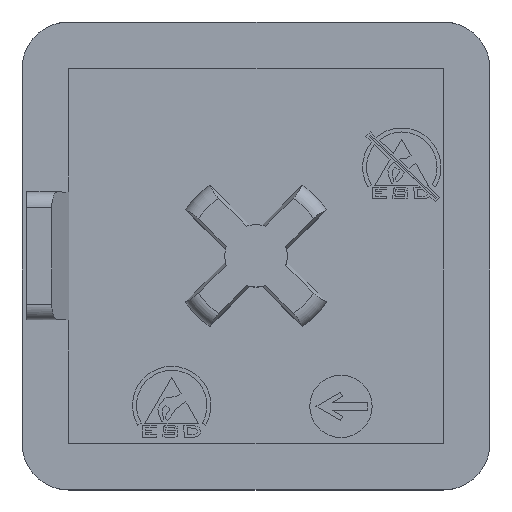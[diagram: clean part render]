
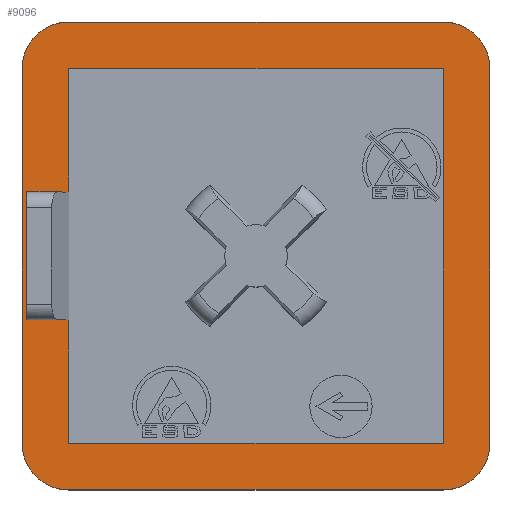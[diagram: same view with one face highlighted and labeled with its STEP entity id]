
A CAD part, top view. The second image highlights one B-rep face of the part: STEP entity #9096.
In plain terms, the highlighted planar face has unit normal (0, 0, 1).
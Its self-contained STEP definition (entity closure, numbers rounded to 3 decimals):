
#2 = LINE ( 'NONE', #1946, #5357 ) ;
#128 = AXIS2_PLACEMENT_3D ( 'NONE', #1932, #6841, #2628 ) ;
#199 = DIRECTION ( 'NONE',  ( 0., 0., 1. ) ) ;
#351 = EDGE_CURVE ( 'NONE', #8953, #1785, #2, .T. ) ;
#352 = EDGE_CURVE ( 'NONE', #3202, #1680, #3499, .T. ) ;
#413 = LINE ( 'NONE', #2173, #3682 ) ;
#605 = VERTEX_POINT ( 'NONE', #2050 ) ;
#606 = CARTESIAN_POINT ( 'NONE',  ( -12., -12., 4. ) ) ;
#841 = DIRECTION ( 'NONE',  ( -1., 0., 0. ) ) ;
#946 = EDGE_CURVE ( 'NONE', #1785, #7662, #2397, .T. ) ;
#1334 = CARTESIAN_POINT ( 'NONE',  ( -12., -15., 4. ) ) ;
#1535 = VERTEX_POINT ( 'NONE', #8725 ) ;
#1580 = DIRECTION ( 'NONE',  ( 0., 0., 1. ) ) ;
#1680 = VERTEX_POINT ( 'NONE', #3300 ) ;
#1714 = EDGE_CURVE ( 'NONE', #4102, #1535, #2605, .T. ) ;
#1747 = ORIENTED_EDGE ( 'NONE', *, *, #3959, .T. ) ;
#1750 = DIRECTION ( 'NONE',  ( 0., 0., 1. ) ) ;
#1785 = VERTEX_POINT ( 'NONE', #8994 ) ;
#1932 = CARTESIAN_POINT ( 'NONE',  ( 12., -12., 4. ) ) ;
#1946 = CARTESIAN_POINT ( 'NONE',  ( -15., -15., 4. ) ) ;
#1975 = VECTOR ( 'NONE', #5216, 1000. ) ;
#1988 = ORIENTED_EDGE ( 'NONE', *, *, #3956, .T. ) ;
#2050 = CARTESIAN_POINT ( 'NONE',  ( -12., 12., 4. ) ) ;
#2138 = ORIENTED_EDGE ( 'NONE', *, *, #5486, .T. ) ;
#2173 = CARTESIAN_POINT ( 'NONE',  ( -12., 12., 4. ) ) ;
#2176 = LINE ( 'NONE', #8042, #2398 ) ;
#2222 = ORIENTED_EDGE ( 'NONE', *, *, #4746, .F. ) ;
#2233 = EDGE_CURVE ( 'NONE', #4309, #6290, #3557, .T. ) ;
#2255 = CIRCLE ( 'NONE', #7084, 3. ) ;
#2388 = CARTESIAN_POINT ( 'NONE',  ( -12., -4.1, 4. ) ) ;
#2397 = CIRCLE ( 'NONE', #128, 3. ) ;
#2398 = VECTOR ( 'NONE', #3109, 1000. ) ;
#2417 = ORIENTED_EDGE ( 'NONE', *, *, #352, .F. ) ;
#2471 = ORIENTED_EDGE ( 'NONE', *, *, #8896, .T. ) ;
#2605 = LINE ( 'NONE', #3358, #6100 ) ;
#2628 = DIRECTION ( 'NONE',  ( 1., 0., 0. ) ) ;
#2764 = CIRCLE ( 'NONE', #6350, 3. ) ;
#2792 = EDGE_CURVE ( 'NONE', #1535, #4145, #2764, .T. ) ;
#2816 = CARTESIAN_POINT ( 'NONE',  ( -14.7, 4.1, 4. ) ) ;
#2819 = VECTOR ( 'NONE', #6208, 1000. ) ;
#2874 = DIRECTION ( 'NONE',  ( 0., -1., 0. ) ) ;
#3032 = CARTESIAN_POINT ( 'NONE',  ( 15., 12., 4. ) ) ;
#3109 = DIRECTION ( 'NONE',  ( 0., -1., 0. ) ) ;
#3202 = VERTEX_POINT ( 'NONE', #4317 ) ;
#3241 = CARTESIAN_POINT ( 'NONE',  ( -12., 12., 4. ) ) ;
#3300 = CARTESIAN_POINT ( 'NONE',  ( 12., 12., 4. ) ) ;
#3358 = CARTESIAN_POINT ( 'NONE',  ( -15., 15., 4. ) ) ;
#3427 = ORIENTED_EDGE ( 'NONE', *, *, #8420, .F. ) ;
#3499 = LINE ( 'NONE', #5420, #5128 ) ;
#3551 = DIRECTION ( 'NONE',  ( 0., 0., 1. ) ) ;
#3553 = VECTOR ( 'NONE', #4769, 1000. ) ;
#3557 = LINE ( 'NONE', #4547, #7087 ) ;
#3596 = VERTEX_POINT ( 'NONE', #6293 ) ;
#3633 = ORIENTED_EDGE ( 'NONE', *, *, #8419, .T. ) ;
#3654 = FACE_BOUND ( 'NONE', #6745, .T. ) ;
#3677 = PLANE ( 'NONE',  #7174 ) ;
#3682 = VECTOR ( 'NONE', #2874, 1000. ) ;
#3687 = LINE ( 'NONE', #8523, #9117 ) ;
#3903 = VERTEX_POINT ( 'NONE', #2388 ) ;
#3956 = EDGE_CURVE ( 'NONE', #4145, #3596, #2176, .T. ) ;
#3959 = EDGE_CURVE ( 'NONE', #7662, #8479, #7553, .T. ) ;
#3971 = CARTESIAN_POINT ( 'NONE',  ( 12., 15., 4. ) ) ;
#4070 = DIRECTION ( 'NONE',  ( -1., 0., 0. ) ) ;
#4102 = VERTEX_POINT ( 'NONE', #3971 ) ;
#4145 = VERTEX_POINT ( 'NONE', #6847 ) ;
#4309 = VERTEX_POINT ( 'NONE', #2816 ) ;
#4317 = CARTESIAN_POINT ( 'NONE',  ( 12., -12., 4. ) ) ;
#4318 = FACE_OUTER_BOUND ( 'NONE', #5718, .T. ) ;
#4319 = DIRECTION ( 'NONE',  ( -1., 0., 0. ) ) ;
#4386 = ORIENTED_EDGE ( 'NONE', *, *, #2233, .T. ) ;
#4520 = CARTESIAN_POINT ( 'NONE',  ( 15., 15., 4. ) ) ;
#4547 = CARTESIAN_POINT ( 'NONE',  ( 15., 4.1, 4. ) ) ;
#4659 = ORIENTED_EDGE ( 'NONE', *, *, #351, .T. ) ;
#4696 = AXIS2_PLACEMENT_3D ( 'NONE', #5748, #1580, #6479 ) ;
#4746 = EDGE_CURVE ( 'NONE', #5078, #3202, #8433, .T. ) ;
#4769 = DIRECTION ( 'NONE',  ( 0., 1., 0. ) ) ;
#4911 = VECTOR ( 'NONE', #8178, 1000. ) ;
#5029 = VECTOR ( 'NONE', #4319, 1000. ) ;
#5078 = VERTEX_POINT ( 'NONE', #7277 ) ;
#5092 = DIRECTION ( 'NONE',  ( 1., 0., 0. ) ) ;
#5128 = VECTOR ( 'NONE', #7545, 1000. ) ;
#5216 = DIRECTION ( 'NONE',  ( 0., 1., 0. ) ) ;
#5219 = DIRECTION ( 'NONE',  ( 1., 0., 0. ) ) ;
#5357 = VECTOR ( 'NONE', #6131, 1000. ) ;
#5420 = CARTESIAN_POINT ( 'NONE',  ( 12., 12., 4. ) ) ;
#5422 = LINE ( 'NONE', #7570, #3553 ) ;
#5476 = CARTESIAN_POINT ( 'NONE',  ( 15., -12., 4. ) ) ;
#5486 = EDGE_CURVE ( 'NONE', #8479, #4102, #2255, .T. ) ;
#5555 = CIRCLE ( 'NONE', #4696, 3. ) ;
#5694 = CARTESIAN_POINT ( 'NONE',  ( 15., -4.1, 4. ) ) ;
#5718 = EDGE_LOOP ( 'NONE', ( #6544, #8387, #1988, #3633, #4659, #8328, #1747, #2138 ) ) ;
#5748 = CARTESIAN_POINT ( 'NONE',  ( -12., -12., 4. ) ) ;
#5943 = CARTESIAN_POINT ( 'NONE',  ( -12., 12., 4. ) ) ;
#6100 = VECTOR ( 'NONE', #4070, 1000. ) ;
#6131 = DIRECTION ( 'NONE',  ( 1., 0., 0. ) ) ;
#6208 = DIRECTION ( 'NONE',  ( 1., 0., 0. ) ) ;
#6290 = VERTEX_POINT ( 'NONE', #8282 ) ;
#6293 = CARTESIAN_POINT ( 'NONE',  ( -15., -12., 4. ) ) ;
#6350 = AXIS2_PLACEMENT_3D ( 'NONE', #5943, #1750, #6648 ) ;
#6423 = ORIENTED_EDGE ( 'NONE', *, *, #7816, .F. ) ;
#6431 = ORIENTED_EDGE ( 'NONE', *, *, #7505, .F. ) ;
#6479 = DIRECTION ( 'NONE',  ( 1., 0., 0. ) ) ;
#6544 = ORIENTED_EDGE ( 'NONE', *, *, #1714, .T. ) ;
#6555 = LINE ( 'NONE', #3241, #4911 ) ;
#6648 = DIRECTION ( 'NONE',  ( 1., 0., 0. ) ) ;
#6745 = EDGE_LOOP ( 'NONE', ( #6431, #8706, #2471, #4386, #6423, #3427, #2417, #2222 ) ) ;
#6841 = DIRECTION ( 'NONE',  ( 0., 0., 1. ) ) ;
#6847 = CARTESIAN_POINT ( 'NONE',  ( -15., 12., 4. ) ) ;
#6883 = EDGE_CURVE ( 'NONE', #3903, #7135, #8569, .T. ) ;
#7084 = AXIS2_PLACEMENT_3D ( 'NONE', #7768, #3551, #8493 ) ;
#7087 = VECTOR ( 'NONE', #5219, 1000. ) ;
#7135 = VERTEX_POINT ( 'NONE', #8866 ) ;
#7174 = AXIS2_PLACEMENT_3D ( 'NONE', #8622, #199, #5092 ) ;
#7277 = CARTESIAN_POINT ( 'NONE',  ( -12., -12., 4. ) ) ;
#7505 = EDGE_CURVE ( 'NONE', #3903, #5078, #6555, .T. ) ;
#7545 = DIRECTION ( 'NONE',  ( 0., 1., 0. ) ) ;
#7553 = LINE ( 'NONE', #4520, #1975 ) ;
#7570 = CARTESIAN_POINT ( 'NONE',  ( -14.7, 15., 4. ) ) ;
#7662 = VERTEX_POINT ( 'NONE', #5476 ) ;
#7768 = CARTESIAN_POINT ( 'NONE',  ( 12., 12., 4. ) ) ;
#7816 = EDGE_CURVE ( 'NONE', #605, #6290, #413, .T. ) ;
#8042 = CARTESIAN_POINT ( 'NONE',  ( -15., 15., 4. ) ) ;
#8178 = DIRECTION ( 'NONE',  ( 0., -1., 0. ) ) ;
#8282 = CARTESIAN_POINT ( 'NONE',  ( -12., 4.1, 4. ) ) ;
#8328 = ORIENTED_EDGE ( 'NONE', *, *, #946, .T. ) ;
#8387 = ORIENTED_EDGE ( 'NONE', *, *, #2792, .T. ) ;
#8419 = EDGE_CURVE ( 'NONE', #3596, #8953, #5555, .T. ) ;
#8420 = EDGE_CURVE ( 'NONE', #1680, #605, #3687, .T. ) ;
#8433 = LINE ( 'NONE', #606, #2819 ) ;
#8479 = VERTEX_POINT ( 'NONE', #3032 ) ;
#8493 = DIRECTION ( 'NONE',  ( 1., 0., 0. ) ) ;
#8523 = CARTESIAN_POINT ( 'NONE',  ( -12., 12., 4. ) ) ;
#8569 = LINE ( 'NONE', #5694, #5029 ) ;
#8622 = CARTESIAN_POINT ( 'NONE',  ( 15., 15., 4. ) ) ;
#8706 = ORIENTED_EDGE ( 'NONE', *, *, #6883, .T. ) ;
#8725 = CARTESIAN_POINT ( 'NONE',  ( -12., 15., 4. ) ) ;
#8866 = CARTESIAN_POINT ( 'NONE',  ( -14.7, -4.1, 4. ) ) ;
#8896 = EDGE_CURVE ( 'NONE', #7135, #4309, #5422, .T. ) ;
#8953 = VERTEX_POINT ( 'NONE', #1334 ) ;
#8994 = CARTESIAN_POINT ( 'NONE',  ( 12., -15., 4. ) ) ;
#9096 = ADVANCED_FACE ( 'NONE', ( #4318, #3654 ), #3677, .T. ) ;
#9117 = VECTOR ( 'NONE', #841, 1000. ) ;
